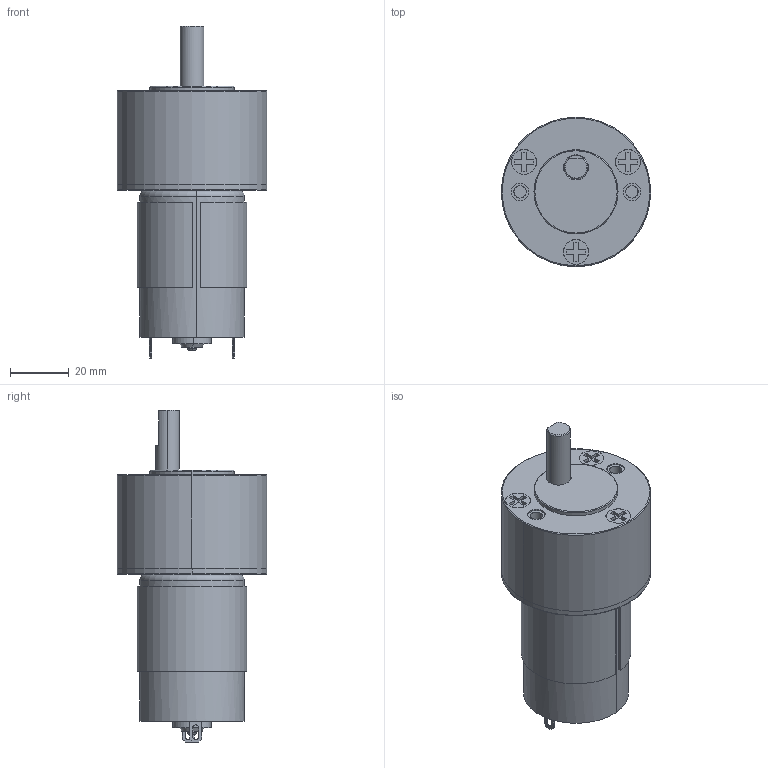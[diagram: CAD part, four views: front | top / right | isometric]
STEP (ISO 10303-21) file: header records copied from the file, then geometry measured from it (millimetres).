
FILE_DESCRIPTION((''),'2;1');
FILE_NAME('50RS_ASM','2024-07-15T',('86157'),(''),'PRO/ENGINEER BY PARAMETRIC TECHNOLOGY CORPORATION, 2010280','PRO/ENGINEER BY PARAMETRIC TECHNOLOGY CORPORATION, 2010280','');
FILE_SCHEMA(('CONFIG_CONTROL_DESIGN'));
Products named in the file (18): 50RS____; PRODUCT_40408; PRODUCT_36873_ASM; PRODUCT_7405; ____28T; ____32_5T; ______10T; 50RS______; PRODUCT_61515_ASM; ____5_1T; PRODUCT_54457; ______30T; PRODUCT_47451_ASM; ASM0001_ASM; _50RS; M4; MOTOR-545; 50RS_ASM
Assembly tree (19 placements, depth 4):
  50RS_ASM
    ASM0001_ASM
      PRODUCT_36873_ASM
        50RS____
        PRODUCT_40408
      PRODUCT_61515_ASM
        PRODUCT_7405
        ____28T
        ____32_5T
        ______10T
        50RS______
      ____5_1T
      PRODUCT_47451_ASM
        PRODUCT_54457
        ______30T
    _50RS
    M4  x3
    MOTOR-545
Bounding box: 50.8 x 50.8 x 112.9 mm (x, y, z)
Volume: 77863.8 mm3; surface area: 36160.3 mm2
Topology: 14 solids, 16 shells, 2289 faces, 6009 edges, 3967 vertices
Faces by surface type: cylinder 1254, plane 899, cone 69, torus 54, bspline 13
Entity records: 71191 total; most frequent: DIRECTION 13500, CARTESIAN_POINT 12340, ORIENTED_EDGE 11760, EDGE_CURVE 5884, AXIS2_PLACEMENT_3D 5359, VERTEX_POINT 3891, CIRCLE 3083, VECTOR 2782
